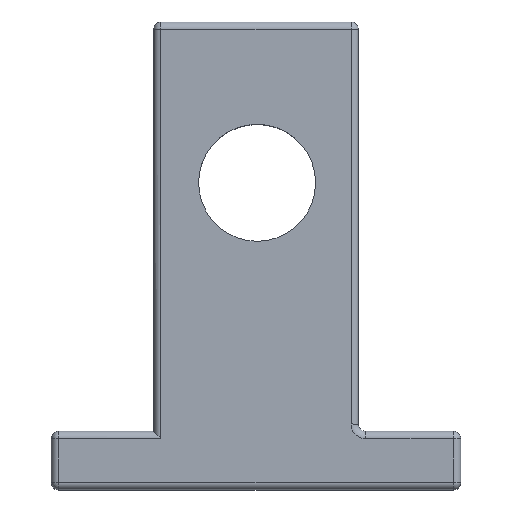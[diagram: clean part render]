
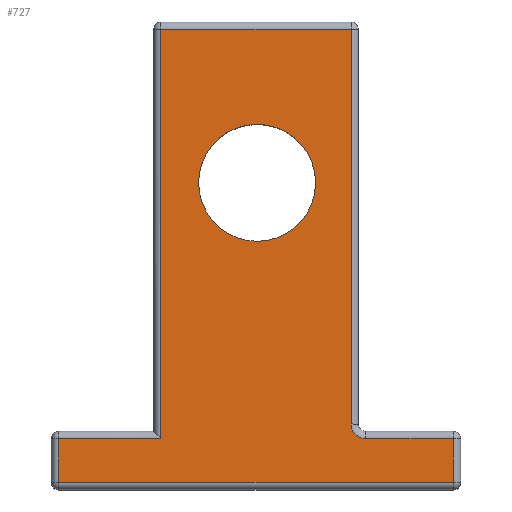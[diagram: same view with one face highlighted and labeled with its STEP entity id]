
A CAD part, top view. The second image highlights one B-rep face of the part: STEP entity #727.
In plain terms, the highlighted planar face has unit normal (0, 0, 1).
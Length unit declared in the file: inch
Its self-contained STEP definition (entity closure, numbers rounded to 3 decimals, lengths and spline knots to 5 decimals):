
#22=PLANE('',#849);
#32=LINE('',#1170,#79);
#43=LINE('',#1248,#90);
#45=LINE('',#1251,#92);
#53=LINE('',#1266,#100);
#55=LINE('',#1269,#102);
#61=LINE('',#1278,#108);
#69=LINE('',#1290,#116);
#71=LINE('',#1293,#118);
#79=VECTOR('',#927,0.3937);
#90=VECTOR('',#1020,0.3937);
#92=VECTOR('',#1024,0.3937);
#100=VECTOR('',#1042,0.3937);
#102=VECTOR('',#1046,0.3937);
#108=VECTOR('',#1058,0.3937);
#116=VECTOR('',#1074,0.3937);
#118=VECTOR('',#1078,0.3937);
#142=FACE_BOUND('',#249,.T.);
#191=FACE_OUTER_BOUND('',#248,.T.);
#248=EDGE_LOOP('',(#635,#636,#637,#638,#639,#640,#641,#642,#643));
#249=EDGE_LOOP('',(#644));
#258=CIRCLE('',#758,0.25);
#289=CIRCLE('',#803,0.0625);
#308=VERTEX_POINT('',#1119);
#310=VERTEX_POINT('',#1123);
#316=VERTEX_POINT('',#1137);
#319=VERTEX_POINT('',#1144);
#328=VERTEX_POINT('',#1169);
#330=VERTEX_POINT('',#1174);
#336=VERTEX_POINT('',#1191);
#339=VERTEX_POINT('',#1198);
#341=VERTEX_POINT('',#1202);
#350=VERTEX_POINT('',#1226);
#362=EDGE_CURVE('',#308,#308,#258,.T.);
#384=EDGE_CURVE('',#316,#328,#32,.T.);
#400=EDGE_CURVE('',#341,#339,#289,.T.);
#422=EDGE_CURVE('',#336,#350,#43,.T.);
#424=EDGE_CURVE('',#350,#341,#45,.T.);
#433=EDGE_CURVE('',#339,#330,#53,.T.);
#435=EDGE_CURVE('',#328,#336,#55,.T.);
#441=EDGE_CURVE('',#330,#319,#61,.T.);
#449=EDGE_CURVE('',#319,#310,#69,.T.);
#451=EDGE_CURVE('',#310,#316,#71,.T.);
#635=ORIENTED_EDGE('',*,*,#422,.F.);
#636=ORIENTED_EDGE('',*,*,#435,.F.);
#637=ORIENTED_EDGE('',*,*,#384,.F.);
#638=ORIENTED_EDGE('',*,*,#451,.F.);
#639=ORIENTED_EDGE('',*,*,#449,.F.);
#640=ORIENTED_EDGE('',*,*,#441,.F.);
#641=ORIENTED_EDGE('',*,*,#433,.F.);
#642=ORIENTED_EDGE('',*,*,#400,.F.);
#643=ORIENTED_EDGE('',*,*,#424,.F.);
#644=ORIENTED_EDGE('',*,*,#362,.T.);
#727=ADVANCED_FACE('',(#191,#142),#22,.T.);
#758=AXIS2_PLACEMENT_3D('',#1120,#870,#871);
#803=AXIS2_PLACEMENT_3D('',#1204,#966,#967);
#849=AXIS2_PLACEMENT_3D('',#1306,#1099,#1100);
#870=DIRECTION('center_axis',(0.,0.,-1.));
#871=DIRECTION('ref_axis',(-1.,0.,0.));
#927=DIRECTION('',(1.,0.,0.));
#966=DIRECTION('center_axis',(0.,0.,1.));
#967=DIRECTION('ref_axis',(-0.707,-0.707,0.));
#1020=DIRECTION('',(1.,0.,0.));
#1024=DIRECTION('',(0.,-1.,0.));
#1042=DIRECTION('',(1.,0.,0.));
#1046=DIRECTION('',(0.,1.,0.));
#1058=DIRECTION('',(0.,-1.,0.));
#1074=DIRECTION('',(-1.,0.,0.));
#1078=DIRECTION('',(0.,1.,0.));
#1099=DIRECTION('center_axis',(0.,0.,1.));
#1100=DIRECTION('ref_axis',(1.,0.,0.));
#1119=CARTESIAN_POINT('',(1.12967,1.3125,0.5625));
#1120=CARTESIAN_POINT('Origin',(0.87967,1.3125,0.5625));
#1123=CARTESIAN_POINT('',(0.03125,0.03125,0.5625));
#1137=CARTESIAN_POINT('',(0.03125,0.21875,0.5625));
#1144=CARTESIAN_POINT('',(1.71875,0.03125,0.5625));
#1169=CARTESIAN_POINT('',(0.46875,0.21875,0.5625));
#1170=CARTESIAN_POINT('',(0.65625,0.21875,0.5625));
#1174=CARTESIAN_POINT('',(1.71875,0.21875,0.5625));
#1191=CARTESIAN_POINT('',(0.46875,1.96875,0.5625));
#1198=CARTESIAN_POINT('',(1.34375,0.21875,0.5625));
#1202=CARTESIAN_POINT('',(1.28125,0.28125,0.5625));
#1204=CARTESIAN_POINT('Origin',(1.34375,0.28125,0.5625));
#1226=CARTESIAN_POINT('',(1.28125,1.96875,0.5625));
#1248=CARTESIAN_POINT('',(1.09375,1.96875,0.5625));
#1251=CARTESIAN_POINT('',(1.28125,0.52292,0.5625));
#1266=CARTESIAN_POINT('',(1.3125,0.21875,0.5625));
#1269=CARTESIAN_POINT('',(0.46875,1.39792,0.5625));
#1278=CARTESIAN_POINT('',(1.71875,0.39792,0.5625));
#1290=CARTESIAN_POINT('',(0.4375,0.03125,0.5625));
#1293=CARTESIAN_POINT('',(0.03125,0.52292,0.5625));
#1306=CARTESIAN_POINT('Origin',(0.875,0.79583,0.5625));
